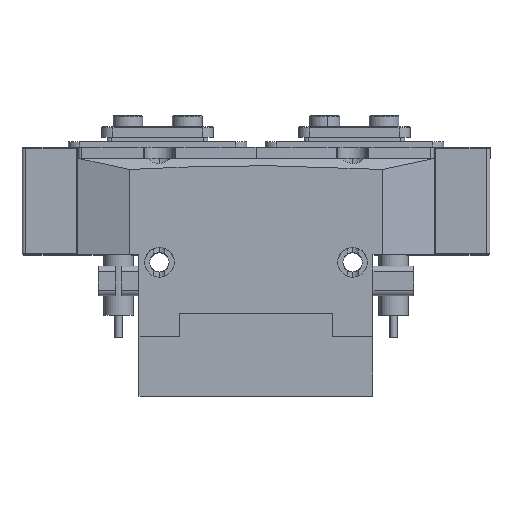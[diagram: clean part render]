
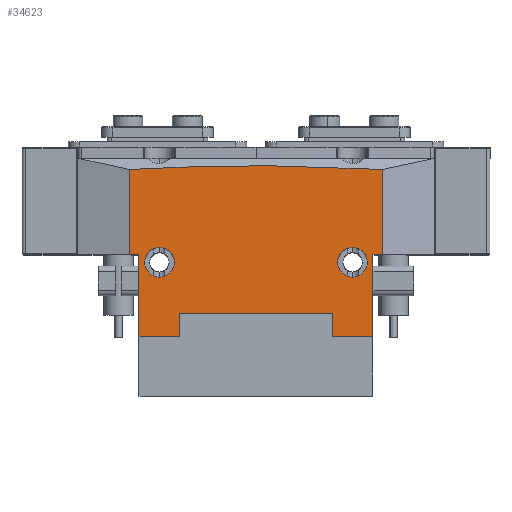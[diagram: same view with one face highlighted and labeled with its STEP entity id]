
A CAD part, top view. The second image highlights one B-rep face of the part: STEP entity #34623.
In plain terms, the highlighted planar face has unit normal (0, 0, 1).
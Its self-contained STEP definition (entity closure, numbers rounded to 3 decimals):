
#854 = EDGE_CURVE ( 'NONE', #25103, #43046, #28561, .T. ) ;
#861 = CARTESIAN_POINT ( 'NONE',  ( -22., 20., 21. ) ) ;
#1812 = CARTESIAN_POINT ( 'NONE',  ( 26., 20., 21. ) ) ;
#1900 = EDGE_LOOP ( 'NONE', ( #26832, #39015 ) ) ;
#2224 = ORIENTED_EDGE ( 'NONE', *, *, #3033, .F. ) ;
#2445 = ORIENTED_EDGE ( 'NONE', *, *, #9073, .F. ) ;
#2495 = VERTEX_POINT ( 'NONE', #861 ) ;
#3033 = EDGE_CURVE ( 'NONE', #8928, #29049, #24174, .T. ) ;
#3460 = ORIENTED_EDGE ( 'NONE', *, *, #27792, .T. ) ;
#3584 = LINE ( 'NONE', #37470, #44864 ) ;
#4074 = DIRECTION ( 'NONE',  ( 0., 0., 1. ) ) ;
#4109 = DIRECTION ( 'NONE',  ( 1., 0., 0. ) ) ;
#4375 = DIRECTION ( 'NONE',  ( 0., -1., 0. ) ) ;
#4422 = ORIENTED_EDGE ( 'NONE', *, *, #37359, .F. ) ;
#5176 = CARTESIAN_POINT ( 'NONE',  ( 30., 20., 21. ) ) ;
#5275 = CARTESIAN_POINT ( 'NONE',  ( -48., 22., 21. ) ) ;
#5680 = EDGE_CURVE ( 'NONE', #42049, #25103, #3584, .T. ) ;
#5689 = LINE ( 'NONE', #22068, #17627 ) ;
#5786 = CARTESIAN_POINT ( 'NONE',  ( 20.6, 6.2, 21. ) ) ;
#5958 = EDGE_CURVE ( 'NONE', #2495, #15330, #37515, .T. ) ;
#6154 = DIRECTION ( 'NONE',  ( 0., 1., 0. ) ) ;
#7037 = VECTOR ( 'NONE', #32893, 1000. ) ;
#7073 = LINE ( 'NONE', #26712, #39322 ) ;
#7248 = LINE ( 'NONE', #40603, #27086 ) ;
#7803 = CARTESIAN_POINT ( 'NONE',  ( 11.449, 46.325, 21. ) ) ;
#7816 = DIRECTION ( 'NONE',  ( -1., 0., 0. ) ) ;
#8724 = LINE ( 'NONE', #33942, #46591 ) ;
#8767 = LINE ( 'NONE', #19874, #31885 ) ;
#8892 = ORIENTED_EDGE ( 'NONE', *, *, #854, .T. ) ;
#8928 = VERTEX_POINT ( 'NONE', #43983 ) ;
#9073 = EDGE_CURVE ( 'NONE', #30948, #43046, #18086, .T. ) ;
#9074 = CARTESIAN_POINT ( 'NONE',  ( 34., 45.003, 21. ) ) ;
#10234 = EDGE_LOOP ( 'NONE', ( #46731, #19110 ) ) ;
#10700 = VECTOR ( 'NONE', #4109, 1000. ) ;
#11119 = CARTESIAN_POINT ( 'NONE',  ( -34., 45.003, 21. ) ) ;
#11956 = DIRECTION ( 'NONE',  ( 0., 0., 1. ) ) ;
#12018 = VERTEX_POINT ( 'NONE', #5176 ) ;
#12296 = DIRECTION ( 'NONE',  ( -1., 0., 0. ) ) ;
#12445 = CARTESIAN_POINT ( 'NONE',  ( -31.5, 22., 21. ) ) ;
#12789 = EDGE_CURVE ( 'NONE', #15330, #2495, #39090, .T. ) ;
#13060 = DIRECTION ( 'NONE',  ( -1., 0., 0. ) ) ;
#13132 = EDGE_CURVE ( 'NONE', #42049, #15309, #5689, .T. ) ;
#14470 = ORIENTED_EDGE ( 'NONE', *, *, #13132, .F. ) ;
#14577 = VECTOR ( 'NONE', #25313, 1000. ) ;
#14597 = CARTESIAN_POINT ( 'NONE',  ( -48., 0., 21. ) ) ;
#15309 = VERTEX_POINT ( 'NONE', #45218 ) ;
#15330 = VERTEX_POINT ( 'NONE', #31815 ) ;
#16084 = DIRECTION ( 'NONE',  ( -1., 0., 0. ) ) ;
#16432 = PLANE ( 'NONE',  #45770 ) ;
#16610 = EDGE_CURVE ( 'NONE', #31927, #39173, #7073, .T. ) ;
#16711 = DIRECTION ( 'NONE',  ( 0., 0., 1. ) ) ;
#17124 = EDGE_CURVE ( 'NONE', #40861, #8928, #8767, .T. ) ;
#17627 = VECTOR ( 'NONE', #7816, 1000. ) ;
#17885 = CARTESIAN_POINT ( 'NONE',  ( -26., 20., 21. ) ) ;
#18076 = DIRECTION ( 'NONE',  ( 1., 0., 0. ) ) ;
#18086 = LINE ( 'NONE', #25833, #36154 ) ;
#18418 = CARTESIAN_POINT ( 'NONE',  ( 34., 45.003, 21. ) ) ;
#19110 = ORIENTED_EDGE ( 'NONE', *, *, #12789, .F. ) ;
#19671 = ORIENTED_EDGE ( 'NONE', *, *, #17124, .F. ) ;
#19735 = ORIENTED_EDGE ( 'NONE', *, *, #36769, .F. ) ;
#19874 = CARTESIAN_POINT ( 'NONE',  ( -20.6, 6.2, 21. ) ) ;
#19892 = VERTEX_POINT ( 'NONE', #12445 ) ;
#19909 = DIRECTION ( 'NONE',  ( 0., -1., 0. ) ) ;
#20275 = CARTESIAN_POINT ( 'NONE',  ( 20.6, 0., 21. ) ) ;
#20407 = EDGE_CURVE ( 'NONE', #40861, #31927, #26272, .T. ) ;
#20525 = DIRECTION ( 'NONE',  ( 1., 0., 0. ) ) ;
#20830 = LINE ( 'NONE', #5275, #37181 ) ;
#21780 = CIRCLE ( 'NONE', #43600, 4. ) ;
#22068 = CARTESIAN_POINT ( 'NONE',  ( 48., 22., 21. ) ) ;
#22143 = FACE_BOUND ( 'NONE', #1900, .T. ) ;
#22236 = AXIS2_PLACEMENT_3D ( 'NONE', #44180, #11956, #22733 ) ;
#22610 = CARTESIAN_POINT ( 'NONE',  ( 31.5, 0., 21. ) ) ;
#22695 = CARTESIAN_POINT ( 'NONE',  ( -34., 22., 21. ) ) ;
#22733 = DIRECTION ( 'NONE',  ( 1., 0., 0. ) ) ;
#23155 = VERTEX_POINT ( 'NONE', #39354 ) ;
#24174 = LINE ( 'NONE', #28449, #14577 ) ;
#24599 = CARTESIAN_POINT ( 'NONE',  ( -20.6, 0., 21. ) ) ;
#25103 = VERTEX_POINT ( 'NONE', #9074 ) ;
#25313 = DIRECTION ( 'NONE',  ( 0., -1., 0. ) ) ;
#25361 = VERTEX_POINT ( 'NONE', #35732 ) ;
#25677 = DIRECTION ( 'NONE',  ( 0., 1., 0. ) ) ;
#25786 = ORIENTED_EDGE ( 'NONE', *, *, #40771, .T. ) ;
#25833 = CARTESIAN_POINT ( 'NONE',  ( -34., 0., 21. ) ) ;
#26272 = LINE ( 'NONE', #26456, #7037 ) ;
#26456 = CARTESIAN_POINT ( 'NONE',  ( 20.6, 6.2, 21. ) ) ;
#26712 = CARTESIAN_POINT ( 'NONE',  ( -48., 0., 21. ) ) ;
#26832 = ORIENTED_EDGE ( 'NONE', *, *, #30667, .F. ) ;
#27086 = VECTOR ( 'NONE', #4375, 1000. ) ;
#27232 = CIRCLE ( 'NONE', #43838, 4. ) ;
#27792 = EDGE_CURVE ( 'NONE', #23155, #29049, #34963, .T. ) ;
#28449 = CARTESIAN_POINT ( 'NONE',  ( -20.6, 6.2, 21. ) ) ;
#28561 = B_SPLINE_CURVE_WITH_KNOTS ( 'NONE', 3,
 ( #18418, #7803, #37018, #11119 ),
 .UNSPECIFIED., .F., .F.,
 ( 4, 4 ),
 ( 0.106, 0.173 ),
 .UNSPECIFIED. ) ;
#29049 = VERTEX_POINT ( 'NONE', #24599 ) ;
#30607 = ORIENTED_EDGE ( 'NONE', *, *, #20407, .T. ) ;
#30667 = EDGE_CURVE ( 'NONE', #12018, #25361, #21780, .T. ) ;
#30903 = DIRECTION ( 'NONE',  ( 1., 0., 0. ) ) ;
#30948 = VERTEX_POINT ( 'NONE', #22695 ) ;
#31815 = CARTESIAN_POINT ( 'NONE',  ( -30., 20., 21. ) ) ;
#31885 = VECTOR ( 'NONE', #13060, 1000. ) ;
#31927 = VERTEX_POINT ( 'NONE', #20275 ) ;
#32893 = DIRECTION ( 'NONE',  ( 0., -1., 0. ) ) ;
#33430 = FACE_BOUND ( 'NONE', #10234, .T. ) ;
#33644 = CARTESIAN_POINT ( 'NONE',  ( 34., 22., 21. ) ) ;
#33942 = CARTESIAN_POINT ( 'NONE',  ( -31.5, 22., 21. ) ) ;
#34623 = ADVANCED_FACE ( 'NONE', ( #33430, #22143, #43069 ), #16432, .F. ) ;
#34963 = LINE ( 'NONE', #14597, #10700 ) ;
#35732 = CARTESIAN_POINT ( 'NONE',  ( 22., 20., 21. ) ) ;
#36154 = VECTOR ( 'NONE', #25677, 1000. ) ;
#36769 = EDGE_CURVE ( 'NONE', #15309, #39173, #7248, .T. ) ;
#37018 = CARTESIAN_POINT ( 'NONE',  ( -11.217, 46.338, 21. ) ) ;
#37019 = EDGE_LOOP ( 'NONE', ( #8892, #2445, #4422, #25786, #3460, #2224, #19671, #30607, #41704, #19735, #14470, #46274 ) ) ;
#37181 = VECTOR ( 'NONE', #16084, 1000. ) ;
#37359 = EDGE_CURVE ( 'NONE', #19892, #30948, #20830, .T. ) ;
#37415 = CARTESIAN_POINT ( 'NONE',  ( -48., 48., 21. ) ) ;
#37470 = CARTESIAN_POINT ( 'NONE',  ( 34., 0., 21. ) ) ;
#37515 = CIRCLE ( 'NONE', #39949, 4. ) ;
#37568 = DIRECTION ( 'NONE',  ( 0., 0., -1. ) ) ;
#39015 = ORIENTED_EDGE ( 'NONE', *, *, #43587, .F. ) ;
#39090 = CIRCLE ( 'NONE', #22236, 4. ) ;
#39173 = VERTEX_POINT ( 'NONE', #22610 ) ;
#39322 = VECTOR ( 'NONE', #20525, 1000. ) ;
#39354 = CARTESIAN_POINT ( 'NONE',  ( -31.5, 0., 21. ) ) ;
#39613 = CARTESIAN_POINT ( 'NONE',  ( -34., 45.003, 21. ) ) ;
#39949 = AXIS2_PLACEMENT_3D ( 'NONE', #17885, #4074, #43143 ) ;
#40015 = DIRECTION ( 'NONE',  ( 0., 0., 1. ) ) ;
#40603 = CARTESIAN_POINT ( 'NONE',  ( 31.5, 22., 21. ) ) ;
#40771 = EDGE_CURVE ( 'NONE', #19892, #23155, #8724, .T. ) ;
#40861 = VERTEX_POINT ( 'NONE', #5786 ) ;
#41704 = ORIENTED_EDGE ( 'NONE', *, *, #16610, .T. ) ;
#42049 = VERTEX_POINT ( 'NONE', #33644 ) ;
#43046 = VERTEX_POINT ( 'NONE', #39613 ) ;
#43069 = FACE_OUTER_BOUND ( 'NONE', #37019, .T. ) ;
#43143 = DIRECTION ( 'NONE',  ( 1., 0., 0. ) ) ;
#43587 = EDGE_CURVE ( 'NONE', #25361, #12018, #27232, .T. ) ;
#43600 = AXIS2_PLACEMENT_3D ( 'NONE', #1812, #16711, #30903 ) ;
#43630 = CARTESIAN_POINT ( 'NONE',  ( 26., 20., 21. ) ) ;
#43838 = AXIS2_PLACEMENT_3D ( 'NONE', #43630, #40015, #18076 ) ;
#43983 = CARTESIAN_POINT ( 'NONE',  ( -20.6, 6.2, 21. ) ) ;
#44180 = CARTESIAN_POINT ( 'NONE',  ( -26., 20., 21. ) ) ;
#44864 = VECTOR ( 'NONE', #6154, 1000. ) ;
#45218 = CARTESIAN_POINT ( 'NONE',  ( 31.5, 22., 21. ) ) ;
#45770 = AXIS2_PLACEMENT_3D ( 'NONE', #37415, #37568, #12296 ) ;
#46274 = ORIENTED_EDGE ( 'NONE', *, *, #5680, .T. ) ;
#46591 = VECTOR ( 'NONE', #19909, 1000. ) ;
#46731 = ORIENTED_EDGE ( 'NONE', *, *, #5958, .F. ) ;
